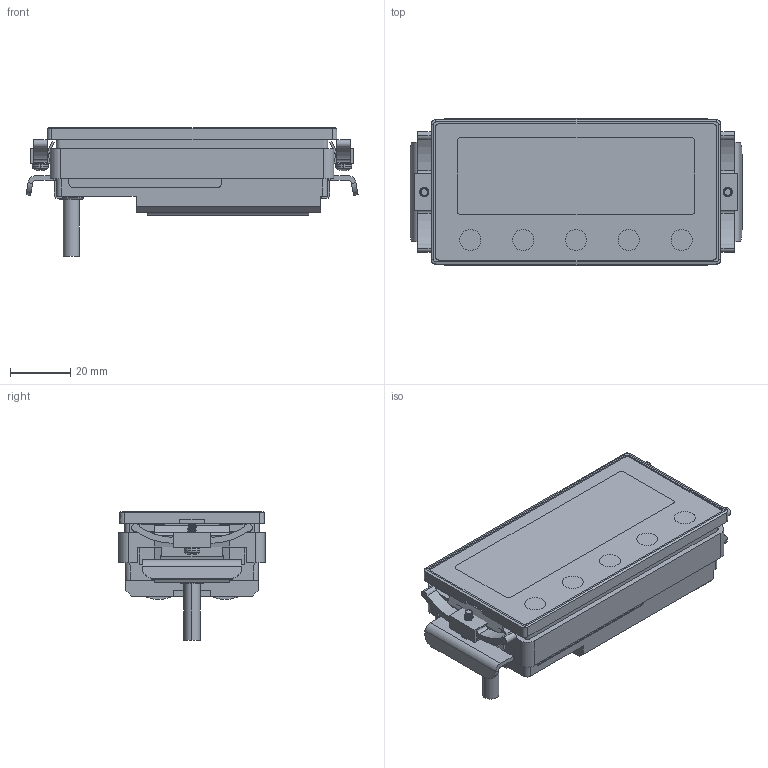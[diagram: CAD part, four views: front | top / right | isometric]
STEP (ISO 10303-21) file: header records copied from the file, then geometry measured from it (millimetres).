
FILE_DESCRIPTION (( 'STEP AP214' ), '1' );
FILE_NAME ('IZ17E-000-4-xx,x-0.STEP', '2013-05-07T11:34:01', ( '' ), ( '' ), 'SwSTEP 2.0', 'SolidWorks 2013', '' );
FILE_SCHEMA (( 'AUTOMOTIVE_DESIGN' ));
Length unit declared in the file: millimetre
Products named in the file (4): Group1^IZ17E-000-4-xx,x-0; Group2^IZ17E-000-4-xx,x-0; Group3^IZ17E-000-4-xx,x-0; IZ17E-000-4-xx,x-0
Assembly tree (3 placements, depth 2):
  IZ17E-000-4-xx,x-0
    Group1^IZ17E-000-4-xx,x-0
    Group2^IZ17E-000-4-xx,x-0
    Group3^IZ17E-000-4-xx,x-0
Bounding box: 110 x 48.4 x 42.7 mm (x, y, z)
Volume: 113303 mm3; surface area: 29991.9 mm2
Topology: 4 solids, 4 shells, 542 faces, 1469 edges, 965 vertices
Faces by surface type: plane 338, cylinder 134, bspline 50, cone 16, torus 4
Entity records: 31042 total; most frequent: CARTESIAN_POINT 16572, ORIENTED_EDGE 2934, DIRECTION 2500, EDGE_CURVE 1467, LINE 986, VECTOR 986, VERTEX_POINT 965, AXIS2_PLACEMENT_3D 757
